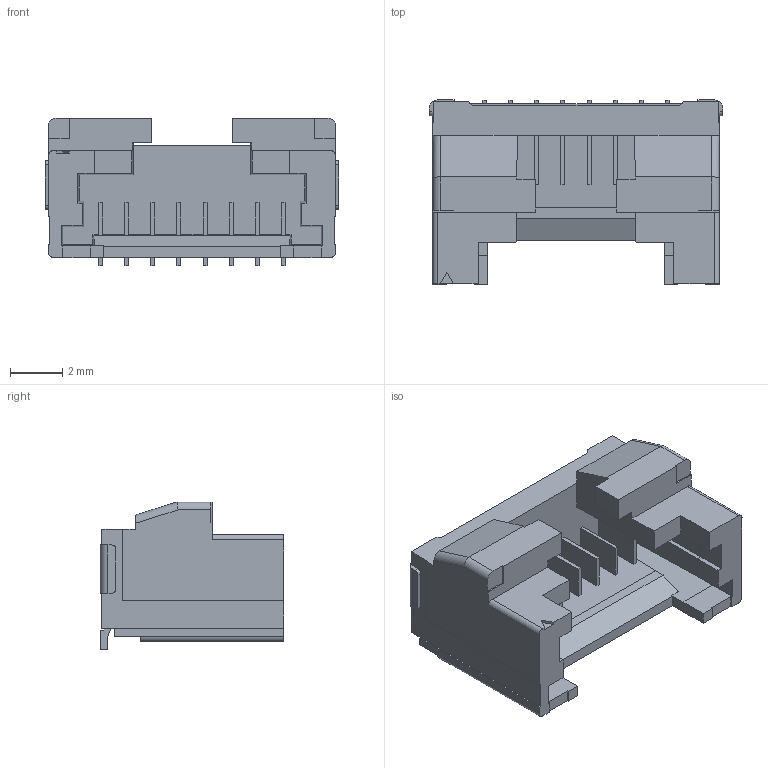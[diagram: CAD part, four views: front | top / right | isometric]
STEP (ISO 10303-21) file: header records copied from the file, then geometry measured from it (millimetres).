
FILE_DESCRIPTION(('Creo Elements/Direct Modeling STEP Export'),'2;1');
FILE_NAME('DF50A-8P-1V.stp','2015-10-20T10:06:01',(''),(''),'Creo Elements/Direct Modeling STEP processor for AP214 (Solid Model)','Creo Elements/Direct Modeling 18.1E 22-Nov-2013 (C) Parametric Technology GmbH','');
FILE_SCHEMA(('AUTOMOTIVE_DESIGN { 1 0 10303 214 1 1 1 1 }'));
Length unit declared in the file: millimetre
Products named in the file (1): DF50A-8P-1V
Bounding box: 11.25 x 7.05 x 5.67 mm (x, y, z)
Volume: 172.6 mm3; surface area: 457.6 mm2
Topology: 1 solids, 1 shells, 223 faces, 641 edges, 420 vertices
Faces by surface type: plane 207, cylinder 16
Entity records: 7399 total; most frequent: CARTESIAN_POINT 1525, ORIENTED_EDGE 1282, DIRECTION 1111, EDGE_CURVE 641, VECTOR 611, LINE 611, VERTEX_POINT 420, AXIS2_PLACEMENT_3D 250
